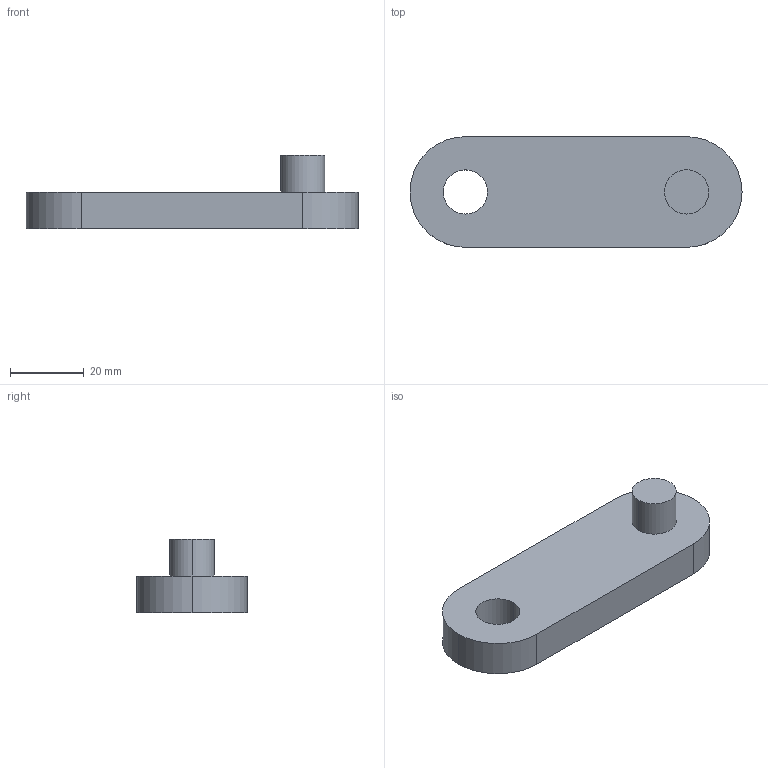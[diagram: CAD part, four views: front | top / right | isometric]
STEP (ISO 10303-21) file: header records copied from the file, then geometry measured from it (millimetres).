
FILE_DESCRIPTION (( 'STEP AP203' ), '1' );
FILE_NAME ('Eslabón_3_Predeterminado_sldprt.STEP', '2020-10-23T22:36:37', ( '' ), ( '' ), 'SwSTEP 2.0', 'SolidWorks 2018', '' );
FILE_SCHEMA (( 'CONFIG_CONTROL_DESIGN' ));
Length unit declared in the file: millimetre
Products named in the file (1): Eslabón_3_Predeterminado_sldprt
Bounding box: 90 x 30 x 20 mm (x, y, z)
Volume: 25068.6 mm3; surface area: 7684 mm2
Topology: 1 solids, 1 shells, 12 faces, 27 edges, 18 vertices
Faces by surface type: cylinder 7, plane 5
Entity records: 426 total; most frequent: DIRECTION 67, CARTESIAN_POINT 58, ORIENTED_EDGE 54, AXIS2_PLACEMENT_3D 27, EDGE_CURVE 27, VERTEX_POINT 18, EDGE_LOOP 15, CIRCLE 14
